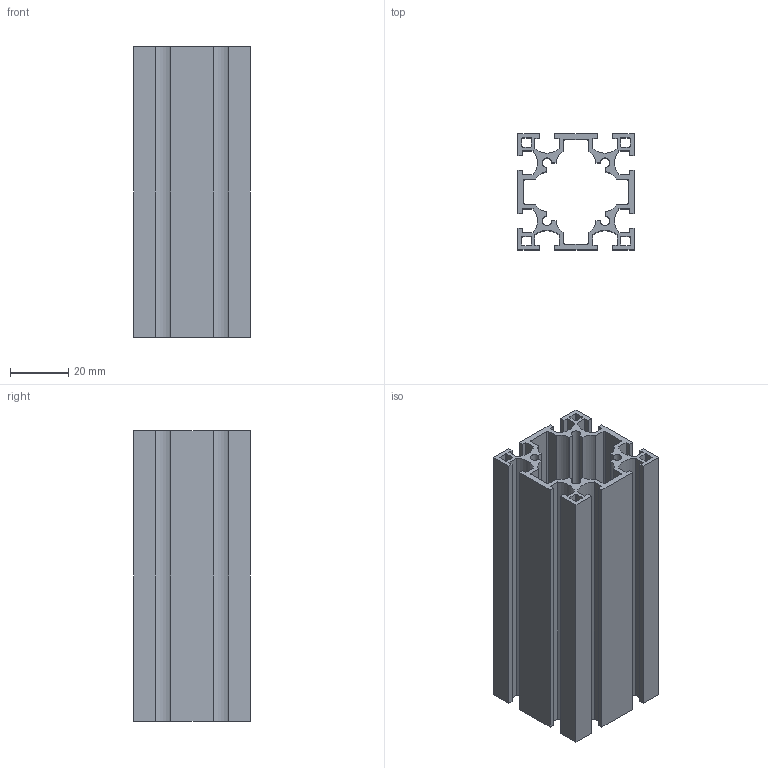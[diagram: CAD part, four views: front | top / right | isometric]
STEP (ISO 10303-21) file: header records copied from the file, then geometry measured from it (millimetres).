
FILE_DESCRIPTION((''),'2;1');
FILE_NAME('AF4040-4.stp','2009-08-25T17:06:01',('Administrator'),(''),'Autodesk Inventor 2008','Autodesk Inventor 2008','');
FILE_SCHEMA(('AUTOMOTIVE_DESIGN { 1 0 10303 214 1 1 1 1 }'));
Length unit declared in the file: millimetre
Products named in the file (1): AF4040-4
Bounding box: 40 x 40 x 100 mm (x, y, z)
Volume: 42031.4 mm3; surface area: 50344.6 mm2
Topology: 1 solids, 1 shells, 142 faces, 420 edges, 280 vertices
Faces by surface type: plane 98, cylinder 44
Entity records: 4778 total; most frequent: CARTESIAN_POINT 843, ORIENTED_EDGE 840, DIRECTION 794, EDGE_CURVE 420, VECTOR 332, LINE 332, VERTEX_POINT 280, AXIS2_PLACEMENT_3D 231
